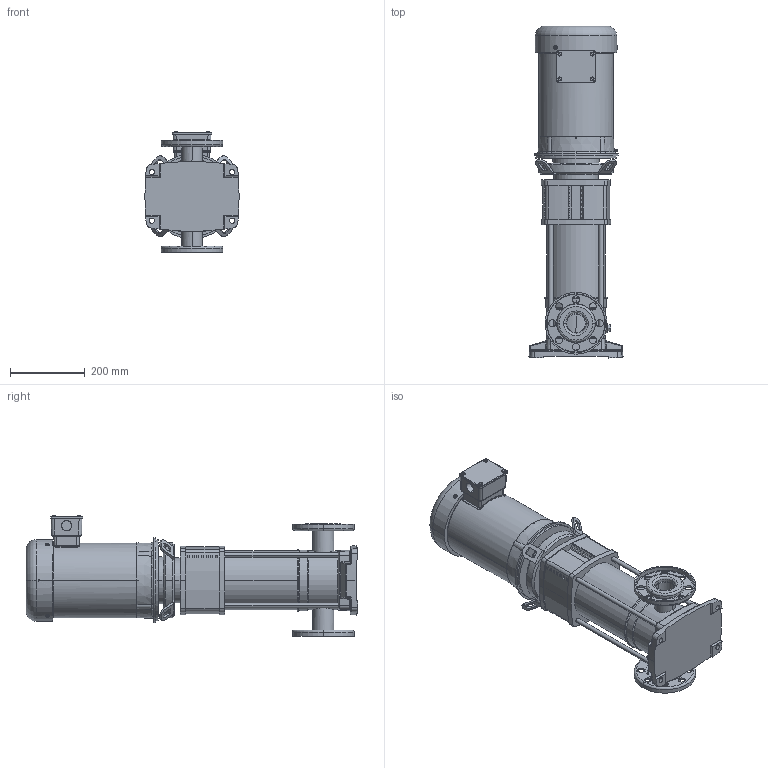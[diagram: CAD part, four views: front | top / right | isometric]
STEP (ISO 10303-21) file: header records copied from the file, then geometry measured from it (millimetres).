
FILE_DESCRIPTION (( 'STEP AP203' ), '1' );
FILE_NAME ('HELIX V80-03_575V.step', '2017-10-26T18:22:09', ( '' ), ( '' ), 'SwSTEP 2.0', 'SolidWorks 2017', '' );
FILE_SCHEMA (( 'CONFIG_CONTROL_DESIGN' ));
Length unit declared in the file: inch
Products named in the file (5): HELIX V80-03_575V; BALDOR NEMA V2 5HP_20; ANSI Flange 2 IN; Helix Base 50-80; HELIX V80-03
Assembly tree (5 placements, depth 2):
  HELIX V80-03_575V
    HELIX V80-03
    BALDOR NEMA V2 5HP_20
    ANSI Flange 2 IN  x2
    Helix Base 50-80
Bounding box: 251.48 x 887.1 x 325.21 mm (x, y, z)
Volume: 10646173.1 mm3; surface area: 1226678.4 mm2
Topology: 4 solids, 7 shells, 2199 faces, 5692 edges, 3702 vertices
Faces by surface type: plane 1057, cylinder 780, cone 112, sphere 99, torus 79, bspline 72
Entity records: 72250 total; most frequent: CARTESIAN_POINT 17897, DIRECTION 11507, ORIENTED_EDGE 11122, EDGE_CURVE 5568, AXIS2_PLACEMENT_3D 4231, VERTEX_POINT 3628, VECTOR 3045, LINE 3045
